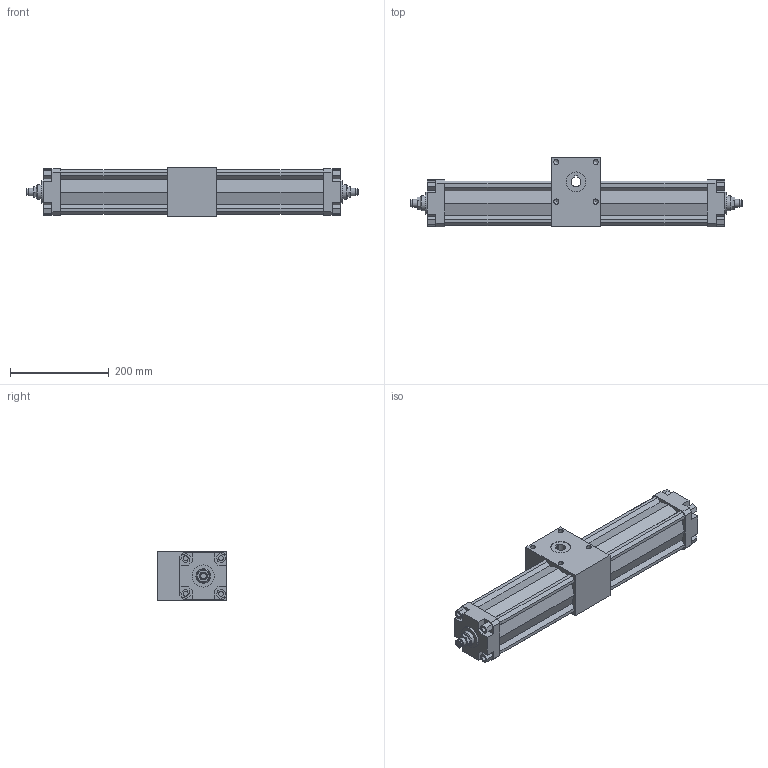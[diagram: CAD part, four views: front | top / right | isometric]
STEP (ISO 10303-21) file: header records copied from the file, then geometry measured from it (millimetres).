
FILE_DESCRIPTION(/* description */ ('Unknown'),/* implementation_level */ '2;1');
FILE_NAME(/* name */ '1330.80.270.01R',/* time_stamp */ '2022-03-30T10:35:46-04:00',/* author */ ('Unknown'),/* organization */ ('Unknown'),/* preprocessor_version */ 'ST-DEVELOPER v18.1',/* originating_system */ 'Solid Edge',/* authorisation */ 'Unknown');
FILE_SCHEMA (('AUTOMOTIVE_DESIGN {1 0 10303 214 3 1 1}'));
Length unit declared in the file: millimetre
Products named in the file (1): 1330.80.270.01R
Bounding box: 673 x 141 x 100 mm (x, y, z)
Volume: 5021895 mm3; surface area: 305362.8 mm2
Topology: 1 solids, 1 shells, 270 faces, 697 edges, 460 vertices
Faces by surface type: plane 204, cylinder 34, cone 32
Full cylindrical faces by diameter (mm): 10 x20, 14 x2, 16 x2, 17 x2, 23 x2, 30 x2, 40 x1, 45 x2
Entity records: 9457 total; most frequent: CARTESIAN_POINT 1309, DIRECTION 1224, ORIENTED_EDGE 1196, EDGE_CURVE 598, LINE 514, VECTOR 514, VERTEX_POINT 440, FACE_BOUND 382
